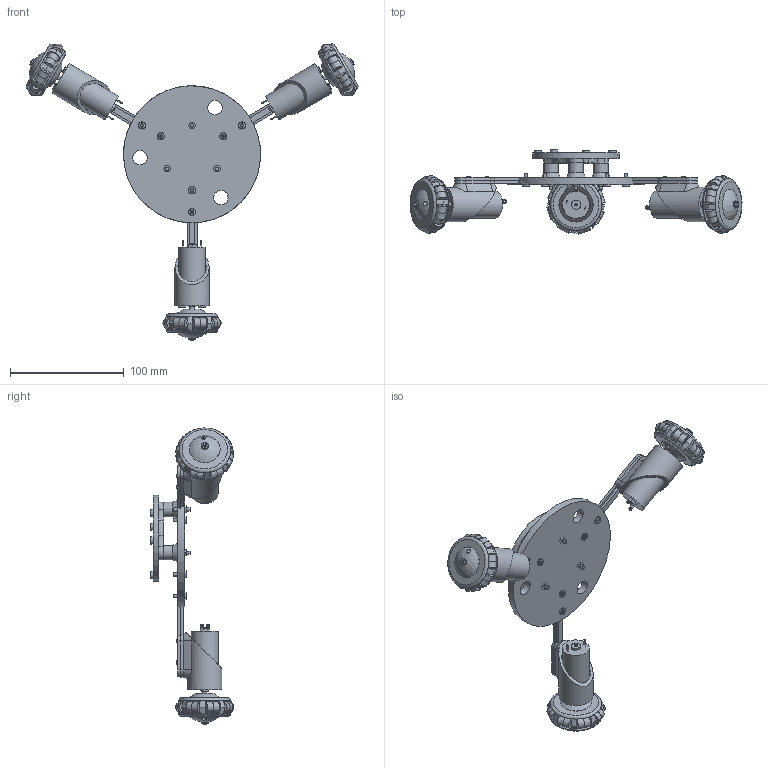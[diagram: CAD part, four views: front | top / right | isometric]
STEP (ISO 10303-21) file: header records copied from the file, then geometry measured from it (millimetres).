
FILE_DESCRIPTION(/* description */ (''),/* implementation_level */ '2;1');
FILE_NAME(/* name */ 'Full Chassis with Arduino, Gyro, 1 inch Arms, and Flexiwheels.iam.stp',/* time_stamp */ '2014-02-16T18:43:16-05:00',/* author */ ('Spooner'),/* organization */ (''),/* preprocessor_version */ 'ST-DEVELOPER v15.2',/* originating_system */ 'Autodesk Inventor 2014',/* authorisation */ '');
FILE_SCHEMA (('AUTOMOTIVE_DESIGN { 1 0 10303 214 3 1 1 }'));
Length unit declared in the file: inch
Products named in the file (23): Arduino Mount; Body; Gyro Mount; Offset; JIS B 1111 - M3x30(1); JIS B 1181 - B M3; Main Body with Arduino and Gyro Mounts; Flexiwheel Hub - Motor Side; Flexiwheel Hub - Out Side; Flexiwheel - Half Wheel; Flexiwheel Roller; Flexiwheel; JIS B 1111 - M3x6(1); Flexiwheel with Hub; Motor Mount Arm (1 inch); Motor Mount; Motor Body; Motor Shaft; Motor; JIS B 1111 - M3x10(1); JIS B 1111 - M3x5(1); Full Motor Arm (1 inch) with Flexiwheel; Full Chassis with Arduino, Gyro, 1 inch Arms, and Flexiwheels
Bounding box: 292.25 x 73.67 x 260.62 mm (x, y, z)
Volume: 285764.7 mm3; surface area: 158289.5 mm2
Topology: 93 solids, 93 shells, 2196 faces, 5253 edges, 3410 vertices
Faces by surface type: plane 1276, cylinder 539, cone 315, bspline 30, torus 30, sphere 6
Full cylindrical faces by diameter (mm): 1.626 x48, 1.981 x3, 2.286 x6, 2.459 x15, 2.464 x12, 2.5 x24, 3 x24, 3.048 x39, 3.429 x3, 3.454 x12, 3.81 x3, 3.861 x3, 4.699 x6, 4.724 x6, 5.08 x3, 5.893 x6, 6.096 x3, 6.35 x4, 6.452 x12, 6.807 x3, 6.858 x3, 12.7 x6, 13.665 x6, 13.843 x3, 13.868 x3, 23.724 x3, 24.587 x3, 25.019 x3, 27 x3, 27.026 x3
Entity records: 16174 total; most frequent: CARTESIAN_POINT 3202, DIRECTION 2693, ORIENTED_EDGE 2322, EDGE_CURVE 1161, AXIS2_PLACEMENT_3D 1028, VERTEX_POINT 825, EDGE_LOOP 774, LINE 637
